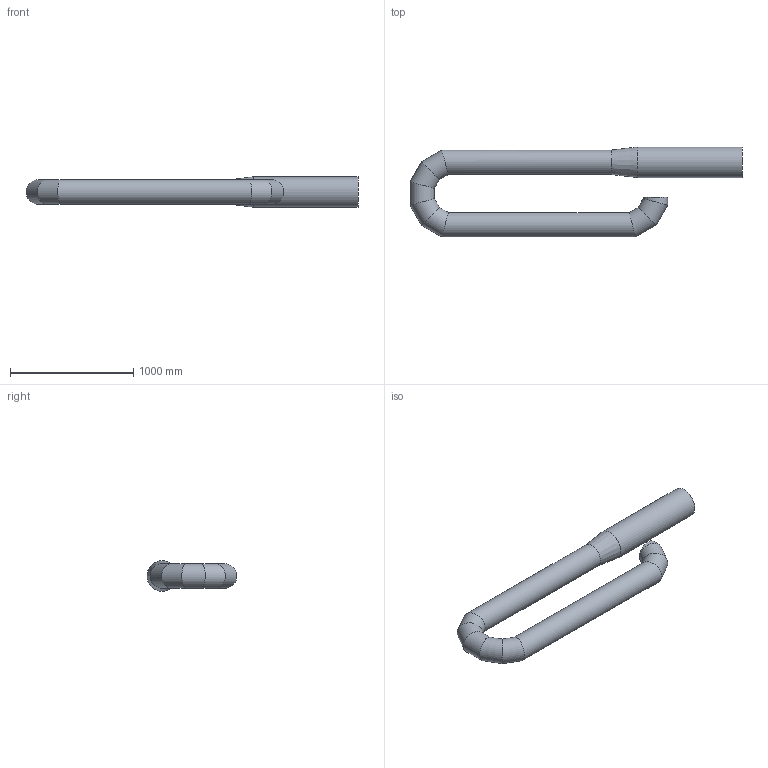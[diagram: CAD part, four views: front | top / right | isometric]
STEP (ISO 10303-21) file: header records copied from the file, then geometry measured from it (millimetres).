
FILE_DESCRIPTION(/* description */ (''),/* implementation_level */ '2;1');
FILE_NAME(/* name */ 'Rohrvon254auf204.stp',/* time_stamp */ '2019-10-08T20:00:17+02:00',/* author */ ('Walter'),/* organization */ (''),/* preprocessor_version */ 'ST-DEVELOPER v18',/* originating_system */ 'Autodesk Inventor 2020',/* authorisation */ '');
FILE_SCHEMA (('AUTOMOTIVE_DESIGN { 1 0 10303 214 3 1 1 }'));
Length unit declared in the file: millimetre
Products named in the file (1): Rohr von Ø254 auf Ø204
Bounding box: 2696.65 x 730.48 x 248 mm (x, y, z)
Surface area: 3241584.4 mm2 (no closed solid volume)
Topology: 0 solids, 3 shells, 13 faces, 56 edges, 44 vertices
Faces by surface type: cylinder 11, cone 1, plane 1
Full cylindrical faces by diameter (mm): 198 x10, 248 x1
Entity records: 679 total; most frequent: DIRECTION 127, CARTESIAN_POINT 111, ORIENTED_EDGE 94, AXIS2_PLACEMENT_3D 57, EDGE_CURVE 53, VERTEX_POINT 41, ELLIPSE 28, CIRCLE 15
